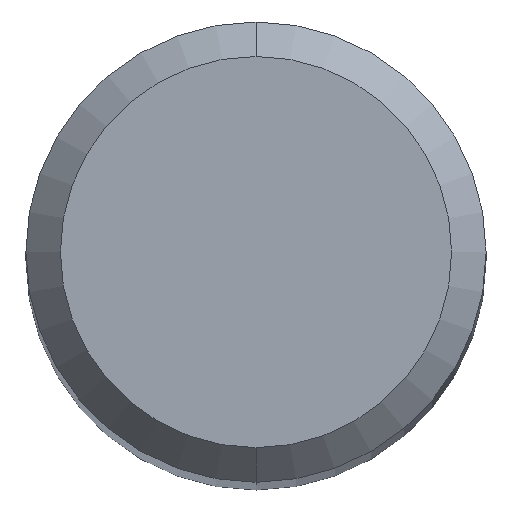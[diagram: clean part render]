
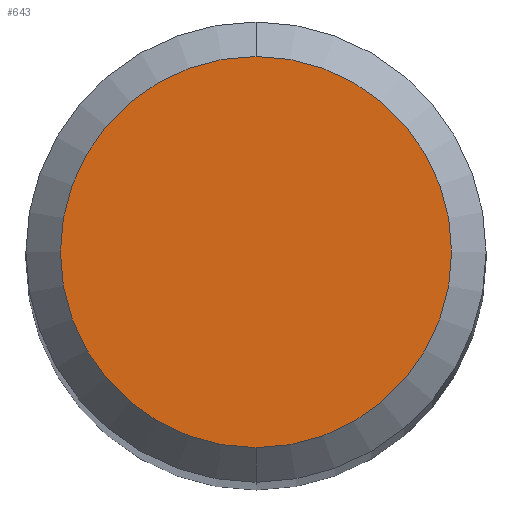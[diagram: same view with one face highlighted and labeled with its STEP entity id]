
A CAD part, top view. The second image highlights one B-rep face of the part: STEP entity #643.
In plain terms, the highlighted planar face has unit normal (0, 0, 1).
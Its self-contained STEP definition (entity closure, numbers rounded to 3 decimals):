
#643=ADVANCED_FACE('',(#1488),#1489,.T.);
#759=VERTEX_POINT('',#1613);
#1121=VERTEX_POINT('',#2009);
#1155=EDGE_CURVE('',#1121,#759,#2047,.T.);
#1163=EDGE_CURVE('',#759,#1121,#2055,.T.);
#1488=FACE_OUTER_BOUND('',#3072,.T.);
#1489=PLANE('',#3073);
#1613=CARTESIAN_POINT('',(0.0,1.7,0.0));
#2009=CARTESIAN_POINT('',(0.,-1.7,0.0));
#2047=CIRCLE('',#5228,1.7);
#2055=CIRCLE('',#5243,1.7);
#3072=EDGE_LOOP('',(#5768,#5769));
#3073=AXIS2_PLACEMENT_3D('',#5770,#5771,#5772);
#5228=AXIS2_PLACEMENT_3D('',#6362,#6363,#6364);
#5243=AXIS2_PLACEMENT_3D('',#6368,#6369,#6370);
#5768=ORIENTED_EDGE('',*,*,#1163,.F.);
#5769=ORIENTED_EDGE('',*,*,#1155,.F.);
#5770=CARTESIAN_POINT('',(0.0,0.85,0.0));
#5771=DIRECTION('',(-0.0,0.0,1.0));
#5772=DIRECTION('',(0.0,-1.0,0.0));
#6362=CARTESIAN_POINT('',(0.0,0.0,0.0));
#6363=DIRECTION('',(0.0,0.0,-1.0));
#6364=DIRECTION('',(0.0,1.0,0.0));
#6368=CARTESIAN_POINT('',(0.0,0.0,0.0));
#6369=DIRECTION('',(0.0,0.0,-1.0));
#6370=DIRECTION('',(0.0,1.0,0.0));
